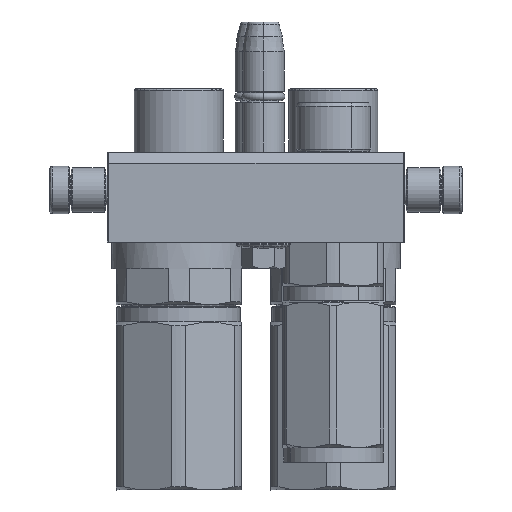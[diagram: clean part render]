
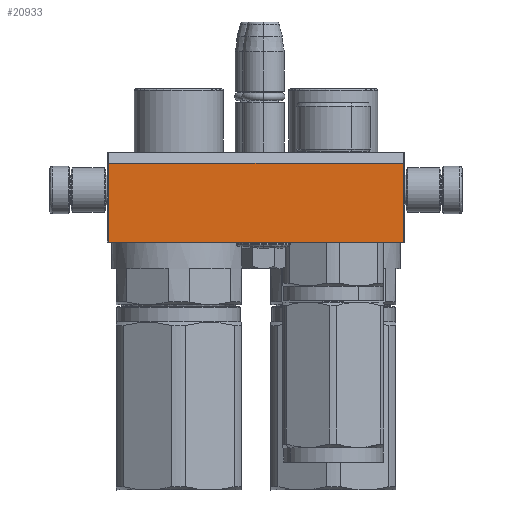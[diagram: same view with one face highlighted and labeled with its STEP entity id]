
A CAD part, left-side view. The second image highlights one B-rep face of the part: STEP entity #20933.
In plain terms, the highlighted face is planar.
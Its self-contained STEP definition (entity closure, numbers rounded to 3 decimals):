
#1163 = CARTESIAN_POINT ( 'NONE',  ( -49.5, -15., 56. ) ) ;
#1268 = LINE ( 'NONE', #32357, #2084 ) ;
#2084 = VECTOR ( 'NONE', #3030, 1000. ) ;
#3030 = DIRECTION ( 'NONE',  ( 0., 1., 0. ) ) ;
#3122 = ORIENTED_EDGE ( 'NONE', *, *, #39374, .T. ) ;
#3505 = VECTOR ( 'NONE', #54868, 1000. ) ;
#6273 = VERTEX_POINT ( 'NONE', #1163 ) ;
#7709 = DIRECTION ( 'NONE',  ( 0., 0., 1. ) ) ;
#9514 = DIRECTION ( 'NONE',  ( 1., 0., 0. ) ) ;
#10734 = VERTEX_POINT ( 'NONE', #18729 ) ;
#11983 = LINE ( 'NONE', #47164, #51844 ) ;
#12510 = CARTESIAN_POINT ( 'NONE',  ( -50., -15., 56. ) ) ;
#15020 = FACE_OUTER_BOUND ( 'NONE', #49601, .T. ) ;
#18729 = CARTESIAN_POINT ( 'NONE',  ( 49.5, 11.536, 56. ) ) ;
#19010 = VERTEX_POINT ( 'NONE', #39516 ) ;
#20933 = ADVANCED_FACE ( 'NONE', ( #15020 ), #23248, .T. ) ;
#23248 = PLANE ( 'NONE',  #33603 ) ;
#32357 = CARTESIAN_POINT ( 'NONE',  ( 49.5, -15., 56. ) ) ;
#33603 = AXIS2_PLACEMENT_3D ( 'NONE', #12510, #7709, #52489 ) ;
#34622 = EDGE_CURVE ( 'NONE', #57872, #10734, #57717, .T. ) ;
#36355 = EDGE_CURVE ( 'NONE', #6273, #19010, #41907, .T. ) ;
#39374 = EDGE_CURVE ( 'NONE', #19010, #10734, #1268, .T. ) ;
#39516 = CARTESIAN_POINT ( 'NONE',  ( 49.5, -15., 56. ) ) ;
#41907 = LINE ( 'NONE', #60570, #3505 ) ;
#42430 = CARTESIAN_POINT ( 'NONE',  ( -49.5, 11.536, 56. ) ) ;
#42621 = DIRECTION ( 'NONE',  ( 0., 1., 0. ) ) ;
#44441 = VECTOR ( 'NONE', #9514, 1000. ) ;
#45886 = ORIENTED_EDGE ( 'NONE', *, *, #49724, .F. ) ;
#47164 = CARTESIAN_POINT ( 'NONE',  ( -49.5, -15., 56. ) ) ;
#49601 = EDGE_LOOP ( 'NONE', ( #64744, #3122, #60912, #45886 ) ) ;
#49724 = EDGE_CURVE ( 'NONE', #6273, #57872, #11983, .T. ) ;
#51844 = VECTOR ( 'NONE', #42621, 1000. ) ;
#52489 = DIRECTION ( 'NONE',  ( 1., 0., 0. ) ) ;
#54868 = DIRECTION ( 'NONE',  ( 1., 0., 0. ) ) ;
#57717 = LINE ( 'NONE', #64199, #44441 ) ;
#57872 = VERTEX_POINT ( 'NONE', #42430 ) ;
#60570 = CARTESIAN_POINT ( 'NONE',  ( -49.5, -15., 56. ) ) ;
#60912 = ORIENTED_EDGE ( 'NONE', *, *, #34622, .F. ) ;
#64199 = CARTESIAN_POINT ( 'NONE',  ( -49.5, 11.536, 56. ) ) ;
#64744 = ORIENTED_EDGE ( 'NONE', *, *, #36355, .T. ) ;
